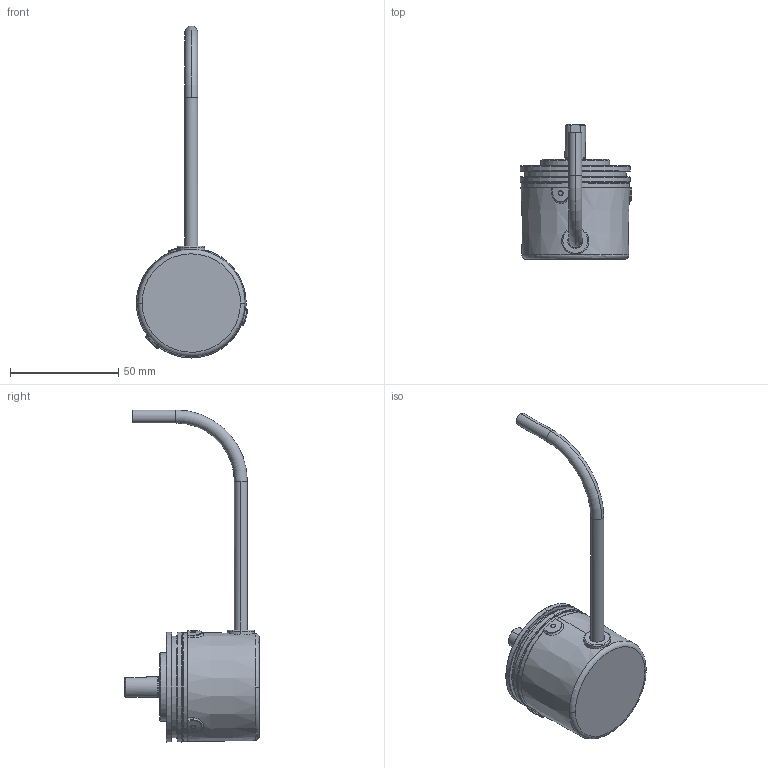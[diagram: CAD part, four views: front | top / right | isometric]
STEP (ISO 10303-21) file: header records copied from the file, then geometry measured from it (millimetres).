
FILE_DESCRIPTION (( 'STEP AP214' ), '1' );
FILE_NAME ('TRDA-20R1N1000RZD.STEP', '2020-03-03T23:05:01', ( '' ), ( '' ), 'SwSTEP 2.0', 'SolidWorks 2017', '' );
FILE_SCHEMA (( 'AUTOMOTIVE_DESIGN' ));
Length unit declared in the file: inch
Products named in the file (1): TRDA-20R1N1000RZD
Bounding box: 51.45 x 62.2 x 153.4 mm (x, y, z)
Volume: 90199.9 mm3; surface area: 17374.4 mm2
Topology: 1 solids, 1 shells, 243 faces, 603 edges, 387 vertices
Faces by surface type: cylinder 79, plane 71, cone 48, torus 23, bspline 13, sphere 9
Entity records: 11171 total; most frequent: CARTESIAN_POINT 4203, ORIENTED_EDGE 1200, DIRECTION 1155, EDGE_CURVE 600, AXIS2_PLACEMENT_3D 469, VERTEX_POINT 387, EDGE_LOOP 271, FACE_OUTER_BOUND 243
